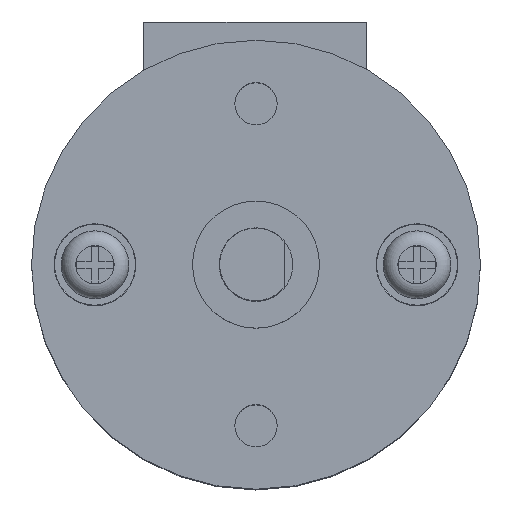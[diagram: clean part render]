
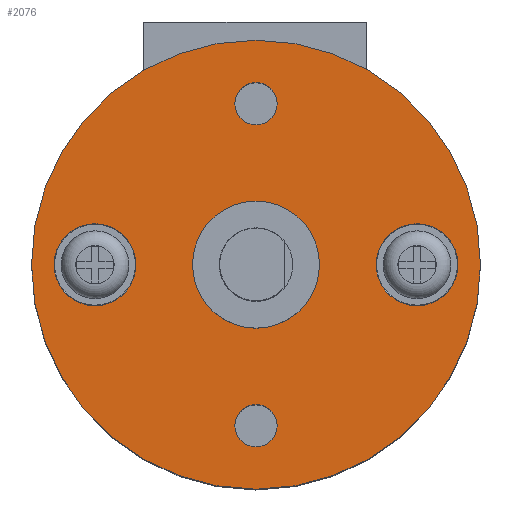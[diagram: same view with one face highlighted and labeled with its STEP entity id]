
A CAD part, top view. The second image highlights one B-rep face of the part: STEP entity #2076.
In plain terms, the highlighted planar face has unit normal (0, 0, 1).
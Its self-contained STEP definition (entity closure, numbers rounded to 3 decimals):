
#39=FACE_BOUND('',#383,.T.);
#40=FACE_BOUND('',#384,.T.);
#41=FACE_BOUND('',#385,.T.);
#42=FACE_BOUND('',#386,.T.);
#43=FACE_BOUND('',#387,.T.);
#103=PLANE('',#2308);
#237=FACE_OUTER_BOUND('',#382,.T.);
#382=EDGE_LOOP('',(#1798));
#383=EDGE_LOOP('',(#1799));
#384=EDGE_LOOP('',(#1800));
#385=EDGE_LOOP('',(#1801));
#386=EDGE_LOOP('',(#1802));
#387=EDGE_LOOP('',(#1803));
#901=CIRCLE('',#2279,2.225);
#904=CIRCLE('',#2284,2.225);
#907=CIRCLE('',#2289,1.15);
#909=CIRCLE('',#2292,1.15);
#915=CIRCLE('',#2302,3.45);
#917=CIRCLE('',#2305,12.2);
#1039=VERTEX_POINT('',#3346);
#1042=VERTEX_POINT('',#3356);
#1045=VERTEX_POINT('',#3366);
#1047=VERTEX_POINT('',#3372);
#1055=VERTEX_POINT('',#3395);
#1057=VERTEX_POINT('',#3401);
#1286=EDGE_CURVE('',#1039,#1039,#901,.T.);
#1291=EDGE_CURVE('',#1042,#1042,#904,.T.);
#1296=EDGE_CURVE('',#1045,#1045,#907,.T.);
#1299=EDGE_CURVE('',#1047,#1047,#909,.T.);
#1309=EDGE_CURVE('',#1055,#1055,#915,.T.);
#1313=EDGE_CURVE('',#1057,#1057,#917,.T.);
#1798=ORIENTED_EDGE('',*,*,#1313,.T.);
#1799=ORIENTED_EDGE('',*,*,#1286,.F.);
#1800=ORIENTED_EDGE('',*,*,#1291,.F.);
#1801=ORIENTED_EDGE('',*,*,#1296,.F.);
#1802=ORIENTED_EDGE('',*,*,#1299,.F.);
#1803=ORIENTED_EDGE('',*,*,#1309,.F.);
#2076=ADVANCED_FACE('',(#237,#39,#40,#41,#42,#43),#103,.T.);
#2279=AXIS2_PLACEMENT_3D('',#3348,#2747,#2748);
#2284=AXIS2_PLACEMENT_3D('',#3358,#2759,#2760);
#2289=AXIS2_PLACEMENT_3D('',#3368,#2771,#2772);
#2292=AXIS2_PLACEMENT_3D('',#3374,#2778,#2779);
#2302=AXIS2_PLACEMENT_3D('',#3396,#2802,#2803);
#2305=AXIS2_PLACEMENT_3D('',#3403,#2810,#2811);
#2308=AXIS2_PLACEMENT_3D('',#3431,#2829,#2830);
#2747=DIRECTION('center_axis',(0.,0.,1.));
#2748=DIRECTION('ref_axis',(1.,0.,0.));
#2759=DIRECTION('center_axis',(0.,0.,1.));
#2760=DIRECTION('ref_axis',(1.,0.,0.));
#2771=DIRECTION('center_axis',(0.,0.,1.));
#2772=DIRECTION('ref_axis',(-1.,0.,0.));
#2778=DIRECTION('center_axis',(0.,0.,1.));
#2779=DIRECTION('ref_axis',(1.,0.,0.));
#2802=DIRECTION('center_axis',(0.,0.,1.));
#2803=DIRECTION('ref_axis',(1.,0.,0.));
#2810=DIRECTION('center_axis',(0.,0.,1.));
#2811=DIRECTION('ref_axis',(1.,0.,0.));
#2829=DIRECTION('center_axis',(0.,0.,1.));
#2830=DIRECTION('ref_axis',(1.,0.,0.));
#3346=CARTESIAN_POINT('',(-10.975,0.,54.6));
#3348=CARTESIAN_POINT('Origin',(-8.75,0.,54.6));
#3356=CARTESIAN_POINT('',(6.525,0.,54.6));
#3358=CARTESIAN_POINT('Origin',(8.75,0.,54.6));
#3366=CARTESIAN_POINT('',(-1.15,-8.75,54.6));
#3368=CARTESIAN_POINT('Origin',(0.,-8.75,54.6));
#3372=CARTESIAN_POINT('',(-1.15,8.75,54.6));
#3374=CARTESIAN_POINT('Origin',(0.,8.75,54.6));
#3395=CARTESIAN_POINT('',(3.45,0.,54.6));
#3396=CARTESIAN_POINT('Origin',(0.,0.,54.6));
#3401=CARTESIAN_POINT('',(12.2,0.,54.6));
#3403=CARTESIAN_POINT('Origin',(0.,0.,54.6));
#3431=CARTESIAN_POINT('Origin',(0.,0.,54.6));
